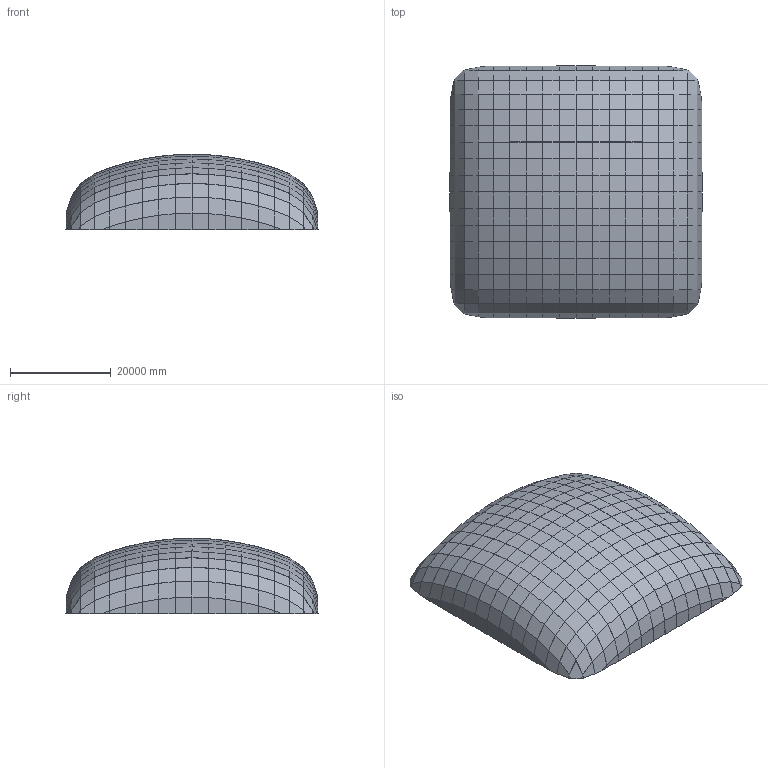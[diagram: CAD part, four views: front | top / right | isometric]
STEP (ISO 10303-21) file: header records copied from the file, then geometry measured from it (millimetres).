
FILE_DESCRIPTION(/* description */ (''),/* implementation_level */ '2;1');
FILE_NAME(/* name */ 'Air_dome_WH.stp',/* time_stamp */ '2015-12-13T21:18:03+01:00',/* author */ ('Walter'),/* organization */ (''),/* preprocessor_version */ 'ST-DEVELOPER v16.1',/* originating_system */ 'Autodesk Inventor 2016',/* authorisation */ '');
FILE_SCHEMA (('AUTOMOTIVE_DESIGN { 1 0 10303 214 3 1 1 }'));
Length unit declared in the file: millimetre
Products named in the file (1): Air_dome_WH
Bounding box: 50000 x 50000 x 15000 mm (x, y, z)
Volume: 72625404462.9 mm3; surface area: 7266380516.1 mm2
Topology: 1 solids, 1 shells, 737 faces, 1838 edges, 1104 vertices
Faces by surface type: plane 737
Entity records: 21004 total; most frequent: CARTESIAN_POINT 3680, ORIENTED_EDGE 3676, DIRECTION 3314, LINE 1838, VECTOR 1838, EDGE_CURVE 1838, VERTEX_POINT 1104, EDGE_LOOP 738
